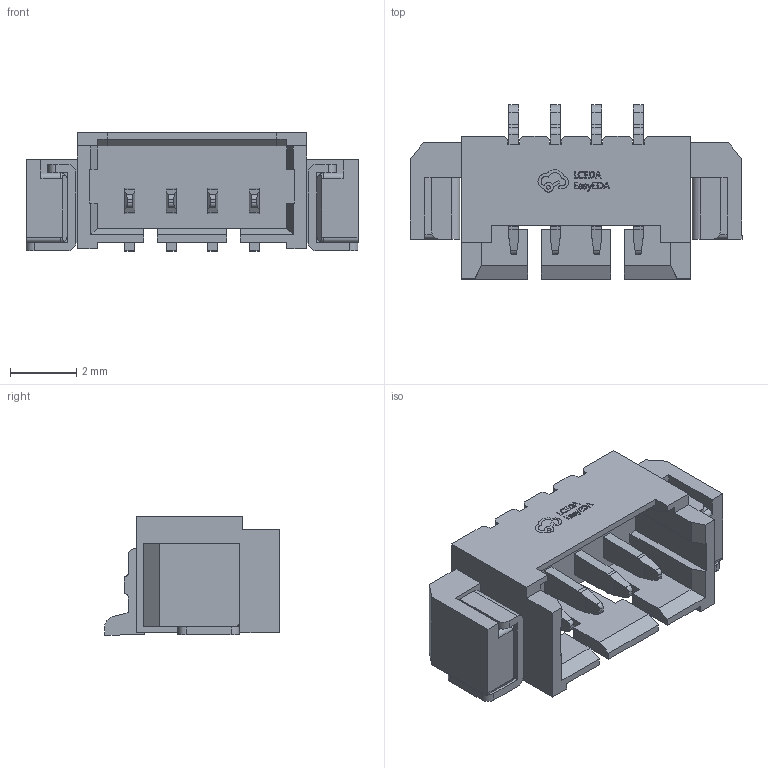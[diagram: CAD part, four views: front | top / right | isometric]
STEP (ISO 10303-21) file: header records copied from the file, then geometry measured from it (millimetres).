
FILE_DESCRIPTION (( 'STEP AP214' ), '1' );
FILE_NAME ('CONN-SMD_1.25-4PWB.STEP', '2026-01-19T01:34:52', ( '' ), ( '' ), 'SwSTEP 2.0', 'SolidWorks 2021', '' );
FILE_SCHEMA (( 'AUTOMOTIVE_DESIGN' ));
Length unit declared in the file: millimetre
Products named in the file (1): CONN-SMD_1.25-4PWB
Bounding box: 10 x 5.25 x 3.58 mm (x, y, z)
Volume: 71.6 mm3; surface area: 279.4 mm2
Topology: 1 solids, 9 shells, 588 faces, 1593 edges, 1048 vertices
Faces by surface type: plane 396, bspline 102, cylinder 90
Entity records: 25446 total; most frequent: CARTESIAN_POINT 4783, ORIENTED_EDGE 3186, DIRECTION 2503, EDGE_CURVE 1593, LINE 1185, VECTOR 1185, VERTEX_POINT 1048, AXIS2_PLACEMENT_3D 659
